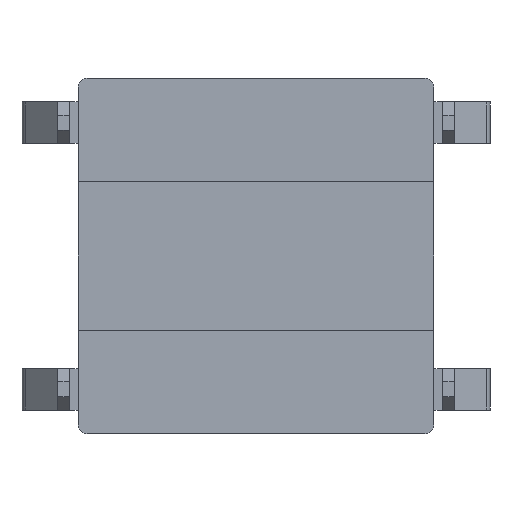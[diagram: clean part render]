
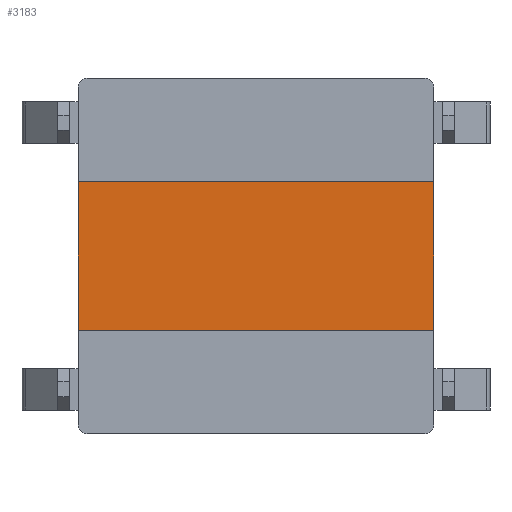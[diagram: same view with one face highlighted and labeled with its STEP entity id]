
A CAD part, front view. The second image highlights one B-rep face of the part: STEP entity #3183.
In plain terms, the highlighted planar face has unit normal (0, -1, 0).
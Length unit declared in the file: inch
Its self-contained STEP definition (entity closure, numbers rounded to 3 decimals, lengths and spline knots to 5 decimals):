
#168 = EDGE_CURVE ( 'NONE', #556, #2157, #3531, .T. ) ;
#221 = VECTOR ( 'NONE', #3189, 39.37008 ) ;
#230 = VERTEX_POINT ( 'NONE', #1491 ) ;
#556 = VERTEX_POINT ( 'NONE', #1570 ) ;
#609 = DIRECTION ( 'NONE',  ( 0., 0., 1. ) ) ;
#798 = VERTEX_POINT ( 'NONE', #3345 ) ;
#824 = CARTESIAN_POINT ( 'NONE',  ( -0.15551, 0.00394, 0.04921 ) ) ;
#961 = AXIS2_PLACEMENT_3D ( 'NONE', #4034, #3121, #2681 ) ;
#1008 = EDGE_LOOP ( 'NONE', ( #2872, #3525, #4106, #3192 ) ) ;
#1048 = PLANE ( 'NONE',  #961 ) ;
#1104 = FACE_OUTER_BOUND ( 'NONE', #1008, .T. ) ;
#1185 = DIRECTION ( 'NONE',  ( 0., 0., 1. ) ) ;
#1292 = EDGE_CURVE ( 'NONE', #230, #2157, #1524, .T. ) ;
#1491 = CARTESIAN_POINT ( 'NONE',  ( -0.11811, 0.00394, 0.04921 ) ) ;
#1524 = LINE ( 'NONE', #824, #221 ) ;
#1538 = CARTESIAN_POINT ( 'NONE',  ( 0.11811, 0.00394, 0.04921 ) ) ;
#1570 = CARTESIAN_POINT ( 'NONE',  ( 0.11811, 0.00394, -0.04921 ) ) ;
#1697 = VECTOR ( 'NONE', #609, 39.37008 ) ;
#1857 = DIRECTION ( 'NONE',  ( 1., 0., 0. ) ) ;
#1988 = EDGE_CURVE ( 'NONE', #798, #230, #3547, .T. ) ;
#2023 = VECTOR ( 'NONE', #1185, 39.37008 ) ;
#2157 = VERTEX_POINT ( 'NONE', #2637 ) ;
#2185 = CARTESIAN_POINT ( 'NONE',  ( -0.15551, 0.00394, -0.04921 ) ) ;
#2277 = VECTOR ( 'NONE', #1857, 39.37008 ) ;
#2533 = LINE ( 'NONE', #2185, #2277 ) ;
#2637 = CARTESIAN_POINT ( 'NONE',  ( 0.11811, 0.00394, 0.04921 ) ) ;
#2681 = DIRECTION ( 'NONE',  ( 1., 0., 0. ) ) ;
#2872 = ORIENTED_EDGE ( 'NONE', *, *, #2967, .T. ) ;
#2907 = CARTESIAN_POINT ( 'NONE',  ( -0.11811, 0.00394, -0.11811 ) ) ;
#2967 = EDGE_CURVE ( 'NONE', #798, #556, #2533, .T. ) ;
#3121 = DIRECTION ( 'NONE',  ( 0., 1., 0. ) ) ;
#3183 = ADVANCED_FACE ( 'NONE', ( #1104 ), #1048, .F. ) ;
#3189 = DIRECTION ( 'NONE',  ( 1., 0., 0. ) ) ;
#3192 = ORIENTED_EDGE ( 'NONE', *, *, #1988, .F. ) ;
#3345 = CARTESIAN_POINT ( 'NONE',  ( -0.11811, 0.00394, -0.04921 ) ) ;
#3525 = ORIENTED_EDGE ( 'NONE', *, *, #168, .T. ) ;
#3531 = LINE ( 'NONE', #1538, #2023 ) ;
#3547 = LINE ( 'NONE', #2907, #1697 ) ;
#4034 = CARTESIAN_POINT ( 'NONE',  ( -0.15551, 0.00394, 0.04921 ) ) ;
#4106 = ORIENTED_EDGE ( 'NONE', *, *, #1292, .F. ) ;
